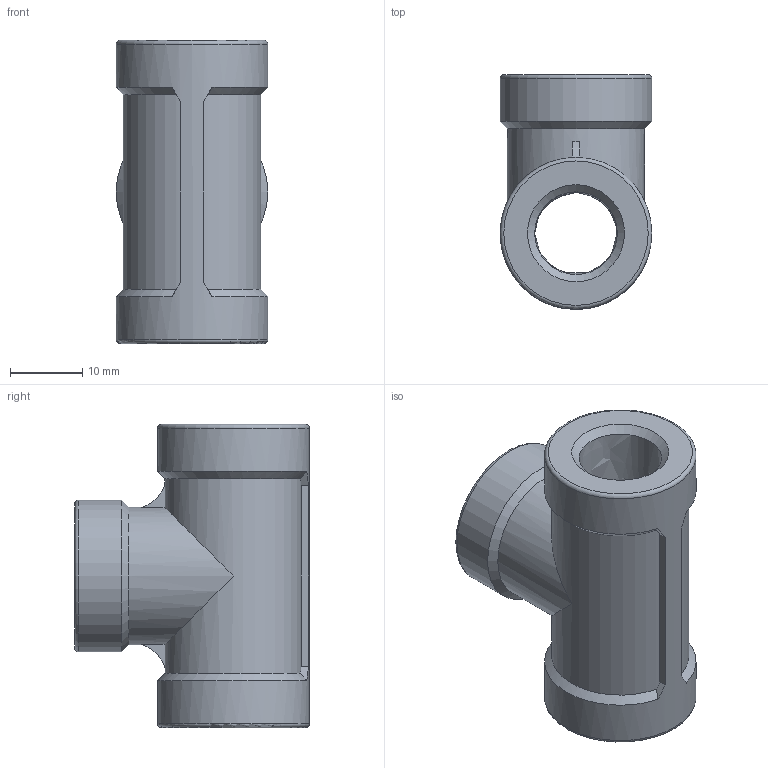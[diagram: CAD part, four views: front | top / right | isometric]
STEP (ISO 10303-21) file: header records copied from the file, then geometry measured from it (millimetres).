
FILE_DESCRIPTION((''),'2;1');
FILE_NAME('T-Stueck_VA G1_4_A260012600.stp','2012-03-19T11:21:49',('002096'),(''),'Autodesk Inventor 2010','Autodesk Inventor 2010','');
FILE_SCHEMA(('AUTOMOTIVE_DESIGN { 1 0 10303 214 1 1 1 1 }'));
Length unit declared in the file: millimetre
Products named in the file (1): anwin12a
Bounding box: 21 x 32.5 x 42 mm (x, y, z)
Volume: 11125.7 mm3; surface area: 6039.6 mm2
Topology: 1 solids, 1 shells, 30 faces, 78 edges, 50 vertices
Faces by surface type: plane 13, cone 6, cylinder 6, torus 3, bspline 2
Full cylindrical faces by diameter (mm): 19 x1, 21 x2
Entity records: 894 total; most frequent: CARTESIAN_POINT 201, DIRECTION 146, ORIENTED_EDGE 120, AXIS2_PLACEMENT_3D 65, EDGE_CURVE 60, EDGE_LOOP 48, VERTEX_POINT 46, FACE_OUTER_BOUND 30
